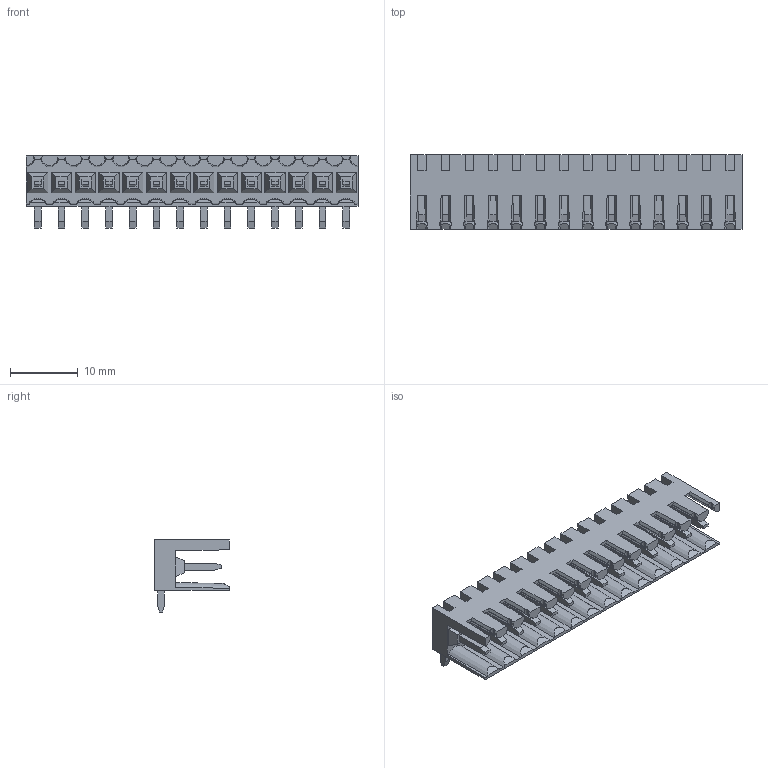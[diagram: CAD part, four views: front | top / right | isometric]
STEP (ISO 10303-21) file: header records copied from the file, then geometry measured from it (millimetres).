
FILE_DESCRIPTION(('CATIA V5 STEP Exchange','CAx-IF Rec.Pracs.--- Model Styling and Organization---1.2---2011-12-15'),'2;1');
FILE_NAME ('D1453057_0_1597330000_1597330000.stp','2018-10-10T05:03:40+00:00',('none'),('Weidmueller'),'CATIA Version 5-6 Release 2014','CATIA V5 STEP AP214','none');
FILE_SCHEMA(('AUTOMOTIVE_DESIGN { 1 0 10303 214 1 1 1 1 }'));
Length unit declared in the file: millimetre
Products named in the file (1): 1597330000
Bounding box: 49 x 11.05 x 10.65 mm (x, y, z)
Volume: 1770.3 mm3; surface area: 4229.1 mm2
Topology: 15 solids, 15 shells, 864 faces, 2550 edges, 1716 vertices
Faces by surface type: plane 710, cylinder 112, cone 42
Entity records: 26682 total; most frequent: CARTESIAN_POINT 6042, ORIENTED_EDGE 5100, DIRECTION 2999, EDGE_CURVE 2550, VECTOR 1787, LINE 1787, VERTEX_POINT 1716, EDGE_LOOP 892
